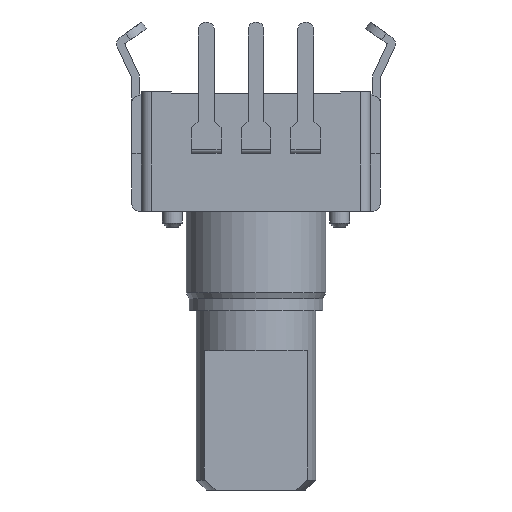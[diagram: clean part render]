
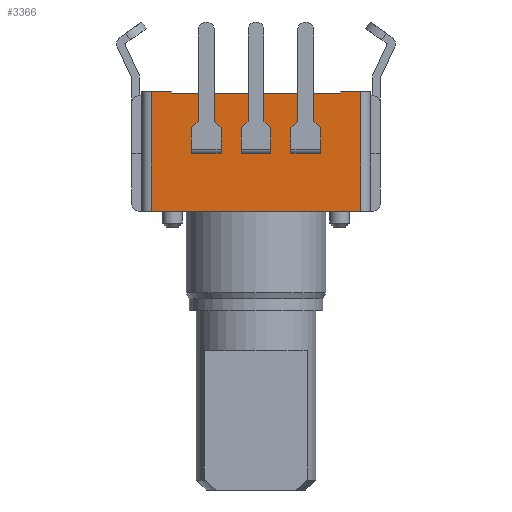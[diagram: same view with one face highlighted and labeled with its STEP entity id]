
A CAD part, front view. The second image highlights one B-rep face of the part: STEP entity #3366.
In plain terms, the highlighted planar face has unit normal (0, -1, 0).
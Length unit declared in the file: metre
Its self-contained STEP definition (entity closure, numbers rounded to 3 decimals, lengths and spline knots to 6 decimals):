
#517=ORIENTED_EDGE('',*,*,#1172,.F.);
#518=ORIENTED_EDGE('',*,*,#1168,.T.);
#519=ORIENTED_EDGE('',*,*,#1158,.T.);
#520=ORIENTED_EDGE('',*,*,#1182,.F.);
#521=ORIENTED_EDGE('',*,*,#1205,.F.);
#522=ORIENTED_EDGE('',*,*,#1201,.T.);
#523=ORIENTED_EDGE('',*,*,#1191,.T.);
#524=ORIENTED_EDGE('',*,*,#1215,.F.);
#525=ORIENTED_EDGE('',*,*,#1277,.F.);
#526=ORIENTED_EDGE('',*,*,#1273,.T.);
#527=ORIENTED_EDGE('',*,*,#1263,.T.);
#528=ORIENTED_EDGE('',*,*,#1287,.F.);
#529=ORIENTED_EDGE('',*,*,#1288,.T.);
#530=ORIENTED_EDGE('',*,*,#1306,.F.);
#531=ORIENTED_EDGE('',*,*,#1295,.T.);
#532=ORIENTED_EDGE('',*,*,#1307,.T.);
#533=ORIENTED_EDGE('',*,*,#1308,.T.);
#534=ORIENTED_EDGE('',*,*,#1300,.F.);
#535=ORIENTED_EDGE('',*,*,#1305,.F.);
#536=ORIENTED_EDGE('',*,*,#1309,.F.);
#1158=EDGE_CURVE('',#1625,#1623,#1940,.T.);
#1168=EDGE_CURVE('',#1632,#1625,#1948,.T.);
#1172=EDGE_CURVE('',#1632,#1635,#1952,.T.);
#1182=EDGE_CURVE('',#1635,#1623,#1960,.T.);
#1191=EDGE_CURVE('',#1647,#1645,#1969,.T.);
#1201=EDGE_CURVE('',#1654,#1647,#1977,.T.);
#1205=EDGE_CURVE('',#1654,#1657,#1981,.T.);
#1215=EDGE_CURVE('',#1657,#1645,#1989,.T.);
#1263=EDGE_CURVE('',#1695,#1693,#2033,.T.);
#1273=EDGE_CURVE('',#1702,#1695,#2041,.T.);
#1277=EDGE_CURVE('',#1702,#1705,#2045,.T.);
#1287=EDGE_CURVE('',#1705,#1693,#2053,.T.);
#1288=EDGE_CURVE('',#1709,#1710,#2054,.T.);
#1295=EDGE_CURVE('',#1713,#1716,#2059,.T.);
#1300=EDGE_CURVE('',#1721,#1722,#2064,.T.);
#1305=EDGE_CURVE('',#1724,#1721,#2068,.T.);
#1306=EDGE_CURVE('',#1713,#1710,#2069,.T.);
#1307=EDGE_CURVE('',#1716,#1725,#2070,.T.);
#1308=EDGE_CURVE('',#1725,#1722,#2071,.T.);
#1309=EDGE_CURVE('',#1709,#1724,#2072,.T.);
#1623=VERTEX_POINT('',#4810);
#1625=VERTEX_POINT('',#4813);
#1632=VERTEX_POINT('',#4832);
#1635=VERTEX_POINT('',#4840);
#1645=VERTEX_POINT('',#4878);
#1647=VERTEX_POINT('',#4881);
#1654=VERTEX_POINT('',#4900);
#1657=VERTEX_POINT('',#4908);
#1693=VERTEX_POINT('',#5023);
#1695=VERTEX_POINT('',#5026);
#1702=VERTEX_POINT('',#5045);
#1705=VERTEX_POINT('',#5053);
#1709=VERTEX_POINT('',#5076);
#1710=VERTEX_POINT('',#5077);
#1713=VERTEX_POINT('',#5085);
#1716=VERTEX_POINT('',#5090);
#1721=VERTEX_POINT('',#5103);
#1722=VERTEX_POINT('',#5104);
#1724=VERTEX_POINT('',#5111);
#1725=VERTEX_POINT('',#5116);
#1940=LINE('',#4812,#2353);
#1948=LINE('',#4831,#2361);
#1952=LINE('',#4839,#2365);
#1960=LINE('',#4860,#2373);
#1969=LINE('',#4880,#2382);
#1977=LINE('',#4899,#2390);
#1981=LINE('',#4907,#2394);
#1989=LINE('',#4927,#2402);
#2033=LINE('',#5025,#2446);
#2041=LINE('',#5044,#2454);
#2045=LINE('',#5052,#2458);
#2053=LINE('',#5073,#2466);
#2054=LINE('',#5075,#2467);
#2059=LINE('',#5091,#2472);
#2064=LINE('',#5102,#2477);
#2068=LINE('',#5112,#2481);
#2069=LINE('',#5114,#2482);
#2070=LINE('',#5115,#2483);
#2071=LINE('',#5117,#2484);
#2072=LINE('',#5118,#2485);
#2353=VECTOR('',#3893,1.);
#2361=VECTOR('',#3909,1.);
#2365=VECTOR('',#3915,1.);
#2373=VECTOR('',#3941,1.);
#2382=VECTOR('',#3956,1.);
#2390=VECTOR('',#3972,1.);
#2394=VECTOR('',#3978,1.);
#2402=VECTOR('',#4002,1.);
#2446=VECTOR('',#4086,1.);
#2454=VECTOR('',#4102,1.);
#2458=VECTOR('',#4108,1.);
#2466=VECTOR('',#4134,1.);
#2467=VECTOR('',#4137,1.);
#2472=VECTOR('',#4148,1.);
#2477=VECTOR('',#4157,1.);
#2481=VECTOR('',#4165,1.);
#2482=VECTOR('',#4168,1.);
#2483=VECTOR('',#4169,1.);
#2484=VECTOR('',#4170,1.);
#2485=VECTOR('',#4171,1.);
#2821=EDGE_LOOP('',(#517,#518,#519,#520));
#2822=EDGE_LOOP('',(#521,#522,#523,#524));
#2823=EDGE_LOOP('',(#525,#526,#527,#528));
#2824=EDGE_LOOP('',(#529,#530,#531,#532,#533,#534,#535,#536));
#3027=FACE_BOUND('',#2821,.T.);
#3028=FACE_BOUND('',#2822,.T.);
#3029=FACE_BOUND('',#2823,.T.);
#3030=FACE_BOUND('',#2824,.T.);
#3197=PLANE('',#3605);
#3366=ADVANCED_FACE('',(#3027,#3028,#3029,#3030),#3197,.T.);
#3605=AXIS2_PLACEMENT_3D('',#5113,#4166,#4167);
#3893=DIRECTION('',(0.,0.,-1.));
#3909=DIRECTION('',(1.,0.,0.));
#3915=DIRECTION('',(0.,0.,-1.));
#3941=DIRECTION('',(1.,0.,0.));
#3956=DIRECTION('',(0.,0.,-1.));
#3972=DIRECTION('',(1.,0.,0.));
#3978=DIRECTION('',(0.,0.,-1.));
#4002=DIRECTION('',(1.,0.,0.));
#4086=DIRECTION('',(0.,0.,-1.));
#4102=DIRECTION('',(1.,0.,0.));
#4108=DIRECTION('',(0.,0.,-1.));
#4134=DIRECTION('',(1.,0.,0.));
#4137=DIRECTION('',(0.,0.,1.));
#4148=DIRECTION('',(0.,0.,-1.));
#4157=DIRECTION('',(1.,0.,0.));
#4165=DIRECTION('',(0.,0.,1.));
#4166=DIRECTION('',(0.,-1.,0.));
#4167=DIRECTION('',(0.,0.,1.));
#4168=DIRECTION('',(1.,0.,0.));
#4169=DIRECTION('',(1.,0.,0.));
#4170=DIRECTION('',(0.,0.,1.));
#4171=DIRECTION('',(1.,0.,0.));
#4810=CARTESIAN_POINT('',(-0.00175,-0.0067,-0.0031));
#4812=CARTESIAN_POINT('',(-0.00175,-0.0067,-0.0029));
#4813=CARTESIAN_POINT('',(-0.00175,-0.0067,-0.0029));
#4831=CARTESIAN_POINT('',(-0.00325,-0.0067,-0.0029));
#4832=CARTESIAN_POINT('',(-0.00325,-0.0067,-0.0029));
#4839=CARTESIAN_POINT('',(-0.00325,-0.0067,-0.0029));
#4840=CARTESIAN_POINT('',(-0.00325,-0.0067,-0.0031));
#4860=CARTESIAN_POINT('',(-0.00625,-0.0067,-0.0031));
#4878=CARTESIAN_POINT('',(0.00075,-0.0067,-0.0031));
#4880=CARTESIAN_POINT('',(0.00075,-0.0067,-0.0029));
#4881=CARTESIAN_POINT('',(0.00075,-0.0067,-0.0029));
#4899=CARTESIAN_POINT('',(-0.00075,-0.0067,-0.0029));
#4900=CARTESIAN_POINT('',(-0.00075,-0.0067,-0.0029));
#4907=CARTESIAN_POINT('',(-0.00075,-0.0067,-0.0029));
#4908=CARTESIAN_POINT('',(-0.00075,-0.0067,-0.0031));
#4927=CARTESIAN_POINT('',(-0.00625,-0.0067,-0.0031));
#5023=CARTESIAN_POINT('',(0.00325,-0.0067,-0.0031));
#5025=CARTESIAN_POINT('',(0.00325,-0.0067,-0.0029));
#5026=CARTESIAN_POINT('',(0.00325,-0.0067,-0.0029));
#5044=CARTESIAN_POINT('',(0.00175,-0.0067,-0.0029));
#5045=CARTESIAN_POINT('',(0.00175,-0.0067,-0.0029));
#5052=CARTESIAN_POINT('',(0.00175,-0.0067,-0.0029));
#5053=CARTESIAN_POINT('',(0.00175,-0.0067,-0.0031));
#5073=CARTESIAN_POINT('',(-0.00625,-0.0067,-0.0031));
#5075=CARTESIAN_POINT('',(-0.00425,-0.0067,0.));
#5076=CARTESIAN_POINT('',(-0.00425,-0.0067,-0.0001));
#5077=CARTESIAN_POINT('',(-0.00425,-0.0067,0.));
#5085=CARTESIAN_POINT('',(-0.00525,-0.0067,0.));
#5090=CARTESIAN_POINT('',(-0.00525,-0.0067,-0.006));
#5091=CARTESIAN_POINT('',(-0.00525,-0.0067,0.));
#5102=CARTESIAN_POINT('',(0.00425,-0.0067,0.));
#5103=CARTESIAN_POINT('',(0.00425,-0.0067,0.));
#5104=CARTESIAN_POINT('',(0.00525,-0.0067,0.));
#5111=CARTESIAN_POINT('',(0.00425,-0.0067,-0.0001));
#5112=CARTESIAN_POINT('',(0.00425,-0.0067,0.));
#5113=CARTESIAN_POINT('',(0.00575,-0.0067,0.));
#5114=CARTESIAN_POINT('',(-0.00525,-0.0067,0.));
#5115=CARTESIAN_POINT('',(-0.00525,-0.0067,-0.006));
#5116=CARTESIAN_POINT('',(0.00525,-0.0067,-0.006));
#5117=CARTESIAN_POINT('',(0.00525,-0.0067,-0.006));
#5118=CARTESIAN_POINT('',(-0.00425,-0.0067,-0.0001));
